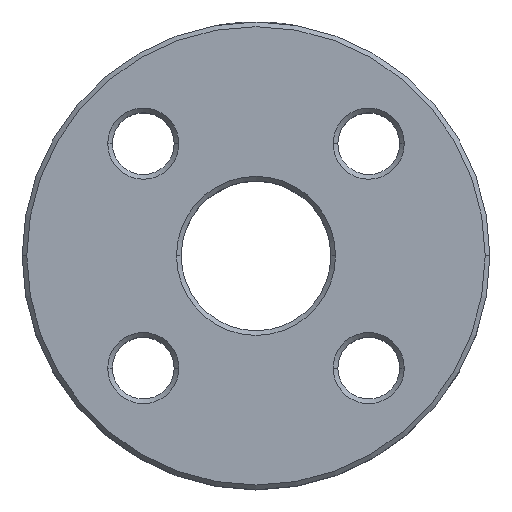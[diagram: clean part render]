
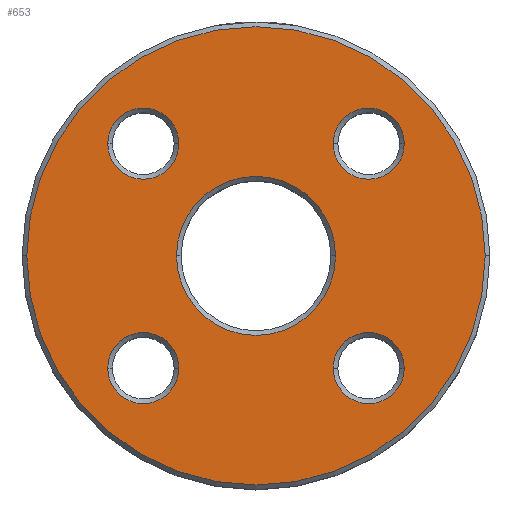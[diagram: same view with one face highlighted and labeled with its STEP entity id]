
A CAD part, top view. The second image highlights one B-rep face of the part: STEP entity #653.
In plain terms, the highlighted planar face has unit normal (0, 0, 1).
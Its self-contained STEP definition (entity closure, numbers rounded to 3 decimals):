
#5 = ORIENTED_EDGE ( 'NONE', *, *, #1363, .T. ) ;
#9 = VERTEX_POINT ( 'NONE', #634 ) ;
#11 = DIRECTION ( 'NONE',  ( 0., 0., -1. ) ) ;
#20 = DIRECTION ( 'NONE',  ( 1., 0., 0. ) ) ;
#32 = VERTEX_POINT ( 'NONE', #875 ) ;
#44 = CARTESIAN_POINT ( 'NONE',  ( 0., 0., 8. ) ) ;
#49 = DIRECTION ( 'NONE',  ( 0., 0., -1. ) ) ;
#66 = DIRECTION ( 'NONE',  ( 1., 0., 0. ) ) ;
#71 = VERTEX_POINT ( 'NONE', #220 ) ;
#81 = EDGE_CURVE ( 'NONE', #359, #528, #1079, .T. ) ;
#103 = CARTESIAN_POINT ( 'NONE',  ( -6.024, 5.997, 8. ) ) ;
#105 = ORIENTED_EDGE ( 'NONE', *, *, #901, .T. ) ;
#114 = ORIENTED_EDGE ( 'NONE', *, *, #81, .T. ) ;
#124 = AXIS2_PLACEMENT_3D ( 'NONE', #1104, #883, #997 ) ;
#158 = CARTESIAN_POINT ( 'NONE',  ( 0., 0., 8. ) ) ;
#167 = CIRCLE ( 'NONE', #561, 1.9 ) ;
#172 = AXIS2_PLACEMENT_3D ( 'NONE', #475, #1057, #580 ) ;
#204 = DIRECTION ( 'NONE',  ( 1., 0., 0. ) ) ;
#205 = EDGE_LOOP ( 'NONE', ( #1049, #1052 ) ) ;
#207 = FACE_BOUND ( 'NONE', #981, .T. ) ;
#212 = FACE_BOUND ( 'NONE', #1286, .T. ) ;
#219 = AXIS2_PLACEMENT_3D ( 'NONE', #1199, #11, #204 ) ;
#220 = CARTESIAN_POINT ( 'NONE',  ( 7.924, 5.997, 8. ) ) ;
#231 = CARTESIAN_POINT ( 'NONE',  ( 4.124, -5.997, 8. ) ) ;
#241 = CARTESIAN_POINT ( 'NONE',  ( -12.25, 0., 8. ) ) ;
#253 = AXIS2_PLACEMENT_3D ( 'NONE', #1399, #1162, #975 ) ;
#256 = CARTESIAN_POINT ( 'NONE',  ( 4.25, 0., 8. ) ) ;
#269 = VERTEX_POINT ( 'NONE', #787 ) ;
#278 = AXIS2_PLACEMENT_3D ( 'NONE', #158, #49, #66 ) ;
#292 = EDGE_LOOP ( 'NONE', ( #5, #1138 ) ) ;
#304 = VERTEX_POINT ( 'NONE', #1378 ) ;
#359 = VERTEX_POINT ( 'NONE', #241 ) ;
#362 = CIRCLE ( 'NONE', #759, 1.9 ) ;
#377 = EDGE_CURVE ( 'NONE', #9, #1345, #1122, .T. ) ;
#379 = CIRCLE ( 'NONE', #708, 4.25 ) ;
#383 = EDGE_LOOP ( 'NONE', ( #683, #921 ) ) ;
#410 = CIRCLE ( 'NONE', #1369, 1.9 ) ;
#411 = CIRCLE ( 'NONE', #172, 1.9 ) ;
#418 = CARTESIAN_POINT ( 'NONE',  ( 6.024, -5.997, 8. ) ) ;
#426 = DIRECTION ( 'NONE',  ( 1., 0., 0. ) ) ;
#431 = VERTEX_POINT ( 'NONE', #515 ) ;
#447 = EDGE_CURVE ( 'NONE', #269, #71, #628, .T. ) ;
#461 = CARTESIAN_POINT ( 'NONE',  ( 12.25, 0., 8. ) ) ;
#467 = ORIENTED_EDGE ( 'NONE', *, *, #447, .T. ) ;
#475 = CARTESIAN_POINT ( 'NONE',  ( -6.024, -5.997, 8. ) ) ;
#478 = EDGE_CURVE ( 'NONE', #531, #431, #167, .T. ) ;
#508 = DIRECTION ( 'NONE',  ( 0., 0., -1. ) ) ;
#515 = CARTESIAN_POINT ( 'NONE',  ( -4.124, 5.997, 8. ) ) ;
#519 = CARTESIAN_POINT ( 'NONE',  ( 6.024, 5.997, 8. ) ) ;
#528 = VERTEX_POINT ( 'NONE', #461 ) ;
#531 = VERTEX_POINT ( 'NONE', #911 ) ;
#552 = DIRECTION ( 'NONE',  ( 0., 0., -1. ) ) ;
#561 = AXIS2_PLACEMENT_3D ( 'NONE', #103, #858, #426 ) ;
#570 = VERTEX_POINT ( 'NONE', #1068 ) ;
#580 = DIRECTION ( 'NONE',  ( 1., 0., 0. ) ) ;
#605 = DIRECTION ( 'NONE',  ( 1., 0., 0. ) ) ;
#617 = DIRECTION ( 'NONE',  ( 1., 0., 0. ) ) ;
#627 = DIRECTION ( 'NONE',  ( 0., 0., -1. ) ) ;
#628 = CIRCLE ( 'NONE', #1110, 1.9 ) ;
#632 = EDGE_CURVE ( 'NONE', #32, #999, #1156, .T. ) ;
#633 = AXIS2_PLACEMENT_3D ( 'NONE', #418, #508, #617 ) ;
#634 = CARTESIAN_POINT ( 'NONE',  ( -4.25, 0., 8. ) ) ;
#651 = DIRECTION ( 'NONE',  ( 0., 0., -1. ) ) ;
#653 = ADVANCED_FACE ( 'NONE', ( #207, #681, #212, #686, #692, #1192 ), #896, .T. ) ;
#658 = ORIENTED_EDGE ( 'NONE', *, *, #1239, .T. ) ;
#670 = ORIENTED_EDGE ( 'NONE', *, *, #1112, .T. ) ;
#681 = FACE_OUTER_BOUND ( 'NONE', #924, .T. ) ;
#683 = ORIENTED_EDGE ( 'NONE', *, *, #632, .T. ) ;
#685 = DIRECTION ( 'NONE',  ( 0., 0., -1. ) ) ;
#686 = FACE_BOUND ( 'NONE', #383, .T. ) ;
#692 = FACE_BOUND ( 'NONE', #292, .T. ) ;
#708 = AXIS2_PLACEMENT_3D ( 'NONE', #1126, #1202, #1320 ) ;
#759 = AXIS2_PLACEMENT_3D ( 'NONE', #519, #627, #605 ) ;
#773 = DIRECTION ( 'NONE',  ( 1., 0., 0. ) ) ;
#787 = CARTESIAN_POINT ( 'NONE',  ( 4.124, 5.997, 8. ) ) ;
#799 = CIRCLE ( 'NONE', #219, 1.9 ) ;
#808 = AXIS2_PLACEMENT_3D ( 'NONE', #44, #1008, #20 ) ;
#818 = EDGE_CURVE ( 'NONE', #999, #32, #1211, .T. ) ;
#819 = AXIS2_PLACEMENT_3D ( 'NONE', #888, #552, #1135 ) ;
#858 = DIRECTION ( 'NONE',  ( 0., 0., -1. ) ) ;
#875 = CARTESIAN_POINT ( 'NONE',  ( 7.924, -5.997, 8. ) ) ;
#883 = DIRECTION ( 'NONE',  ( 0., 0., 1. ) ) ;
#888 = CARTESIAN_POINT ( 'NONE',  ( 6.024, -5.997, 8. ) ) ;
#896 = PLANE ( 'NONE',  #808 ) ;
#901 = EDGE_CURVE ( 'NONE', #528, #359, #1310, .T. ) ;
#911 = CARTESIAN_POINT ( 'NONE',  ( -7.924, 5.997, 8. ) ) ;
#921 = ORIENTED_EDGE ( 'NONE', *, *, #818, .T. ) ;
#924 = EDGE_LOOP ( 'NONE', ( #114, #105 ) ) ;
#945 = EDGE_CURVE ( 'NONE', #431, #531, #799, .T. ) ;
#955 = CARTESIAN_POINT ( 'NONE',  ( -6.024, -5.997, 8. ) ) ;
#975 = DIRECTION ( 'NONE',  ( 1., 0., 0. ) ) ;
#981 = EDGE_LOOP ( 'NONE', ( #658, #1409 ) ) ;
#997 = DIRECTION ( 'NONE',  ( 1., 0., 0. ) ) ;
#999 = VERTEX_POINT ( 'NONE', #231 ) ;
#1008 = DIRECTION ( 'NONE',  ( 0., 0., 1. ) ) ;
#1040 = DIRECTION ( 'NONE',  ( 1., 0., 0. ) ) ;
#1049 = ORIENTED_EDGE ( 'NONE', *, *, #945, .T. ) ;
#1052 = ORIENTED_EDGE ( 'NONE', *, *, #478, .T. ) ;
#1057 = DIRECTION ( 'NONE',  ( 0., 0., -1. ) ) ;
#1068 = CARTESIAN_POINT ( 'NONE',  ( -4.124, -5.997, 8. ) ) ;
#1079 = CIRCLE ( 'NONE', #124, 12.25 ) ;
#1104 = CARTESIAN_POINT ( 'NONE',  ( 0., 0., 8. ) ) ;
#1110 = AXIS2_PLACEMENT_3D ( 'NONE', #1207, #651, #773 ) ;
#1112 = EDGE_CURVE ( 'NONE', #71, #269, #362, .T. ) ;
#1122 = CIRCLE ( 'NONE', #278, 4.25 ) ;
#1126 = CARTESIAN_POINT ( 'NONE',  ( 0., 0., 8. ) ) ;
#1135 = DIRECTION ( 'NONE',  ( 1., 0., 0. ) ) ;
#1138 = ORIENTED_EDGE ( 'NONE', *, *, #1368, .T. ) ;
#1156 = CIRCLE ( 'NONE', #819, 1.9 ) ;
#1162 = DIRECTION ( 'NONE',  ( 0., 0., 1. ) ) ;
#1192 = FACE_BOUND ( 'NONE', #205, .T. ) ;
#1199 = CARTESIAN_POINT ( 'NONE',  ( -6.024, 5.997, 8. ) ) ;
#1202 = DIRECTION ( 'NONE',  ( 0., 0., -1. ) ) ;
#1207 = CARTESIAN_POINT ( 'NONE',  ( 6.024, 5.997, 8. ) ) ;
#1211 = CIRCLE ( 'NONE', #633, 1.9 ) ;
#1239 = EDGE_CURVE ( 'NONE', #1345, #9, #379, .T. ) ;
#1286 = EDGE_LOOP ( 'NONE', ( #670, #467 ) ) ;
#1310 = CIRCLE ( 'NONE', #253, 12.25 ) ;
#1320 = DIRECTION ( 'NONE',  ( 1., 0., 0. ) ) ;
#1345 = VERTEX_POINT ( 'NONE', #256 ) ;
#1363 = EDGE_CURVE ( 'NONE', #570, #304, #410, .T. ) ;
#1368 = EDGE_CURVE ( 'NONE', #304, #570, #411, .T. ) ;
#1369 = AXIS2_PLACEMENT_3D ( 'NONE', #955, #685, #1040 ) ;
#1378 = CARTESIAN_POINT ( 'NONE',  ( -7.924, -5.997, 8. ) ) ;
#1399 = CARTESIAN_POINT ( 'NONE',  ( 0., 0., 8. ) ) ;
#1409 = ORIENTED_EDGE ( 'NONE', *, *, #377, .T. ) ;
